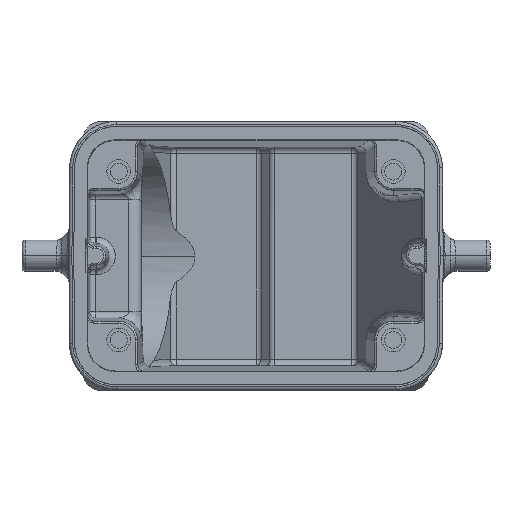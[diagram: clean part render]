
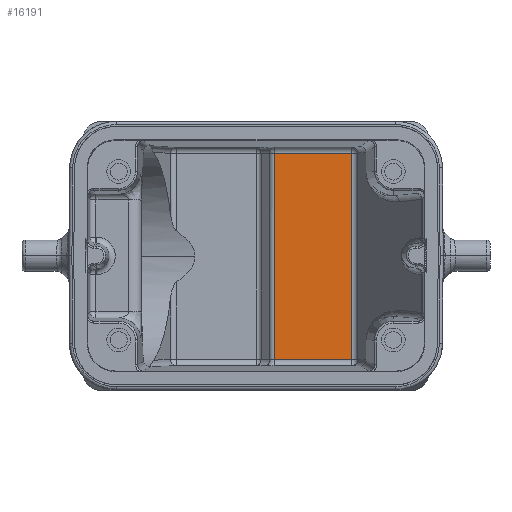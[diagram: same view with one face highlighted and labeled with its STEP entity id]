
A CAD part, top view. The second image highlights one B-rep face of the part: STEP entity #16191.
In plain terms, the highlighted planar face has unit normal (0, 0, 1).
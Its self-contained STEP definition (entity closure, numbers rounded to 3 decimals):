
#5953=DIRECTION('',(0.,1.,0.));
#5954=VECTOR('',#5953,33.069);
#5955=CARTESIAN_POINT('',(2.93,-16.535,
-65.5));
#5956=LINE('',#5955,#5954);
#5957=DIRECTION('',(-1.,0.,0.));
#5958=VECTOR('',#5957,12.438);
#5959=CARTESIAN_POINT('',(15.369,16.535,-65.5));
#5960=LINE('',#5959,#5958);
#5961=DIRECTION('',(0.,-1.,0.));
#5962=VECTOR('',#5961,33.069);
#5963=CARTESIAN_POINT('',(15.369,16.535,-65.5));
#5964=LINE('',#5963,#5962);
#5965=DIRECTION('',(1.,0.,0.));
#5966=VECTOR('',#5965,12.438);
#5967=CARTESIAN_POINT('',(2.93,-16.535,
-65.5));
#5968=LINE('',#5967,#5966);
#7265=CARTESIAN_POINT('',(2.93,-16.535,
-65.5));
#7266=CARTESIAN_POINT('',(2.93,16.535,-65.5));
#7267=VERTEX_POINT('',#7265);
#7268=VERTEX_POINT('',#7266);
#7277=CARTESIAN_POINT('',(15.369,16.535,-65.5));
#7278=VERTEX_POINT('',#7277);
#7295=CARTESIAN_POINT('',(15.369,-16.535,-65.5));
#7296=VERTEX_POINT('',#7295);
#16179=CARTESIAN_POINT('',(16.136,-18.5,-65.5));
#16180=DIRECTION('',(0.,0.,-1.));
#16181=DIRECTION('',(-1.,0.,0.));
#16182=AXIS2_PLACEMENT_3D('',#16179,#16180,#16181);
#16183=PLANE('',#16182);
#16184=ORIENTED_EDGE('',*,*,#16169,.T.);
#16185=ORIENTED_EDGE('',*,*,#12764,.F.);
#16186=ORIENTED_EDGE('',*,*,#12738,.T.);
#16188=ORIENTED_EDGE('',*,*,#16187,.F.);
#16189=EDGE_LOOP('',(#16184,#16185,#16186,#16188));
#16190=FACE_OUTER_BOUND('',#16189,.F.);
#12738=EDGE_CURVE('',#7278,#7296,#5964,.T.);
#12764=EDGE_CURVE('',#7278,#7268,#5960,.T.);
#16169=EDGE_CURVE('',#7267,#7268,#5956,.T.);
#16187=EDGE_CURVE('',#7267,#7296,#5968,.T.);
#16191=ADVANCED_FACE('',(#16190),#16183,.F.);
